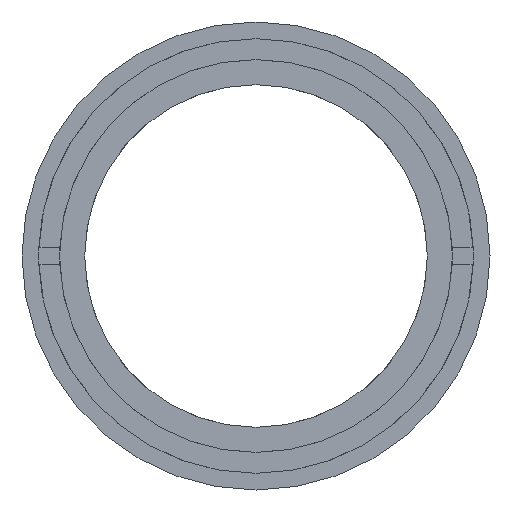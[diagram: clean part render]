
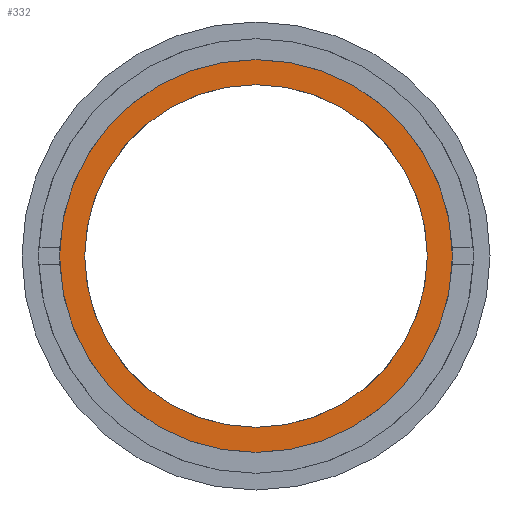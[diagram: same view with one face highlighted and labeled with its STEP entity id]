
A CAD part, front view. The second image highlights one B-rep face of the part: STEP entity #332.
In plain terms, the highlighted planar face has unit normal (0, -1, 0).
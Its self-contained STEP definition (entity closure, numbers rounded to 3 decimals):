
#52 = VERTEX_POINT ( 'NONE', #808 ) ;
#76 = FACE_OUTER_BOUND ( 'NONE', #1057, .T. ) ;
#96 = AXIS2_PLACEMENT_3D ( 'NONE', #962, #445, #449 ) ;
#99 = VERTEX_POINT ( 'NONE', #487 ) ;
#117 = ORIENTED_EDGE ( 'NONE', *, *, #826, .F. ) ;
#197 = VERTEX_POINT ( 'NONE', #942 ) ;
#280 = EDGE_CURVE ( 'NONE', #99, #197, #1117, .T. ) ;
#288 = CIRCLE ( 'NONE', #671, 24.1 ) ;
#328 = CARTESIAN_POINT ( 'NONE',  ( -20.5, 5., 0. ) ) ;
#332 = ADVANCED_FACE ( 'NONE', ( #628, #76 ), #1250, .T. ) ;
#337 = DIRECTION ( 'NONE',  ( 0., 1., 0. ) ) ;
#358 = EDGE_LOOP ( 'NONE', ( #363, #1220 ) ) ;
#363 = ORIENTED_EDGE ( 'NONE', *, *, #1033, .T. ) ;
#364 = CARTESIAN_POINT ( 'NONE',  ( 0., 5., -20.5 ) ) ;
#393 = DIRECTION ( 'NONE',  ( 0., 0., 1. ) ) ;
#439 = VERTEX_POINT ( 'NONE', #364 ) ;
#445 = DIRECTION ( 'NONE',  ( 0., 1., 0. ) ) ;
#449 = DIRECTION ( 'NONE',  ( 0., 0., 1. ) ) ;
#480 = DIRECTION ( 'NONE',  ( 0., 1., 0. ) ) ;
#487 = CARTESIAN_POINT ( 'NONE',  ( 0., 5., -24.1 ) ) ;
#493 = CARTESIAN_POINT ( 'NONE',  ( 0., 5., 0. ) ) ;
#577 = AXIS2_PLACEMENT_3D ( 'NONE', #328, #1205, #840 ) ;
#628 = FACE_BOUND ( 'NONE', #358, .T. ) ;
#671 = AXIS2_PLACEMENT_3D ( 'NONE', #1203, #480, #1100 ) ;
#679 = AXIS2_PLACEMENT_3D ( 'NONE', #493, #1111, #393 ) ;
#756 = ORIENTED_EDGE ( 'NONE', *, *, #280, .F. ) ;
#793 = CIRCLE ( 'NONE', #679, 20.5 ) ;
#808 = CARTESIAN_POINT ( 'NONE',  ( 0., 5., 20.5 ) ) ;
#826 = EDGE_CURVE ( 'NONE', #197, #99, #288, .T. ) ;
#840 = DIRECTION ( 'NONE',  ( 0., 0., -1. ) ) ;
#931 = AXIS2_PLACEMENT_3D ( 'NONE', #1064, #337, #960 ) ;
#942 = CARTESIAN_POINT ( 'NONE',  ( 0., 5., 24.1 ) ) ;
#960 = DIRECTION ( 'NONE',  ( 0., 0., 1. ) ) ;
#962 = CARTESIAN_POINT ( 'NONE',  ( 0., 5., 0. ) ) ;
#1033 = EDGE_CURVE ( 'NONE', #52, #439, #1093, .T. ) ;
#1057 = EDGE_LOOP ( 'NONE', ( #117, #756 ) ) ;
#1064 = CARTESIAN_POINT ( 'NONE',  ( 0., 5., 0. ) ) ;
#1093 = CIRCLE ( 'NONE', #931, 20.5 ) ;
#1100 = DIRECTION ( 'NONE',  ( 0., 0., 1. ) ) ;
#1111 = DIRECTION ( 'NONE',  ( 0., 1., 0. ) ) ;
#1117 = CIRCLE ( 'NONE', #96, 24.1 ) ;
#1203 = CARTESIAN_POINT ( 'NONE',  ( 0., 5., 0. ) ) ;
#1205 = DIRECTION ( 'NONE',  ( 0., -1., 0. ) ) ;
#1220 = ORIENTED_EDGE ( 'NONE', *, *, #1310, .T. ) ;
#1250 = PLANE ( 'NONE',  #577 ) ;
#1310 = EDGE_CURVE ( 'NONE', #439, #52, #793, .T. ) ;
